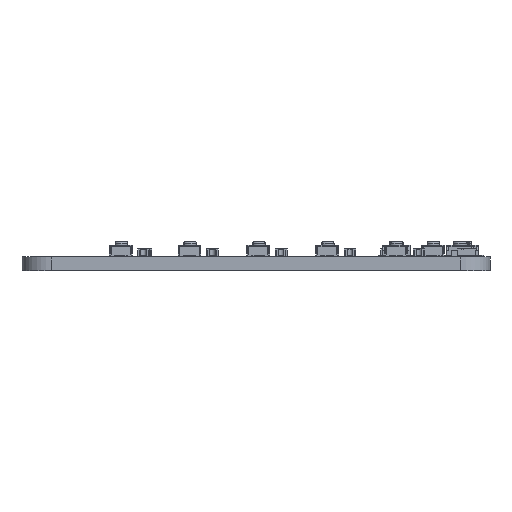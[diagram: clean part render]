
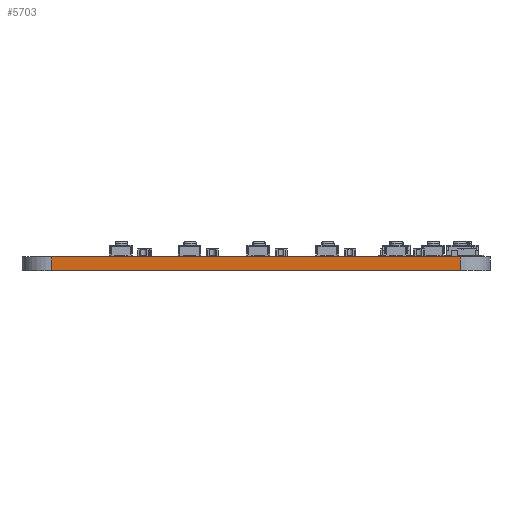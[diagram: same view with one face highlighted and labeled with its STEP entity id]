
A CAD part, left-side view. The second image highlights one B-rep face of the part: STEP entity #5703.
In plain terms, the highlighted planar face has unit normal (-1, 0, 0).
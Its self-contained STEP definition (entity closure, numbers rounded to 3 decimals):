
#4984 = VERTEX_POINT('',#4985);
#4985 = CARTESIAN_POINT('',(-37.55,22.3,0.));
#4992 = EDGE_CURVE('',#4993,#4984,#4995,.T.);
#4993 = VERTEX_POINT('',#4994);
#4994 = CARTESIAN_POINT('',(-37.55,-22.3,0.));
#4995 = LINE('',#4996,#4997);
#4996 = CARTESIAN_POINT('',(-37.55,-22.3,0.));
#4997 = VECTOR('',#4998,1.);
#4998 = DIRECTION('',(0.,1.,0.));
#5330 = VERTEX_POINT('',#5331);
#5331 = CARTESIAN_POINT('',(-37.55,22.3,1.51));
#5338 = EDGE_CURVE('',#5339,#5330,#5341,.T.);
#5339 = VERTEX_POINT('',#5340);
#5340 = CARTESIAN_POINT('',(-37.55,-22.3,1.51));
#5341 = LINE('',#5342,#5343);
#5342 = CARTESIAN_POINT('',(-37.55,-22.3,1.51));
#5343 = VECTOR('',#5344,1.);
#5344 = DIRECTION('',(0.,1.,0.));
#5673 = EDGE_CURVE('',#4984,#5330,#5674,.T.);
#5674 = LINE('',#5675,#5676);
#5675 = CARTESIAN_POINT('',(-37.55,22.3,0.));
#5676 = VECTOR('',#5677,1.);
#5677 = DIRECTION('',(0.,0.,1.));
#5703 = ADVANCED_FACE('',(#5704),#5715,.T.);
#5704 = FACE_BOUND('',#5705,.T.);
#5705 = EDGE_LOOP('',(#5706,#5712,#5713,#5714));
#5706 = ORIENTED_EDGE('',*,*,#5707,.T.);
#5707 = EDGE_CURVE('',#4993,#5339,#5708,.T.);
#5708 = LINE('',#5709,#5710);
#5709 = CARTESIAN_POINT('',(-37.55,-22.3,0.));
#5710 = VECTOR('',#5711,1.);
#5711 = DIRECTION('',(0.,0.,1.));
#5712 = ORIENTED_EDGE('',*,*,#5338,.T.);
#5713 = ORIENTED_EDGE('',*,*,#5673,.F.);
#5714 = ORIENTED_EDGE('',*,*,#4992,.F.);
#5715 = PLANE('',#5716);
#5716 = AXIS2_PLACEMENT_3D('',#5717,#5718,#5719);
#5717 = CARTESIAN_POINT('',(-37.55,-22.3,0.));
#5718 = DIRECTION('',(-1.,0.,0.));
#5719 = DIRECTION('',(0.,1.,0.));
